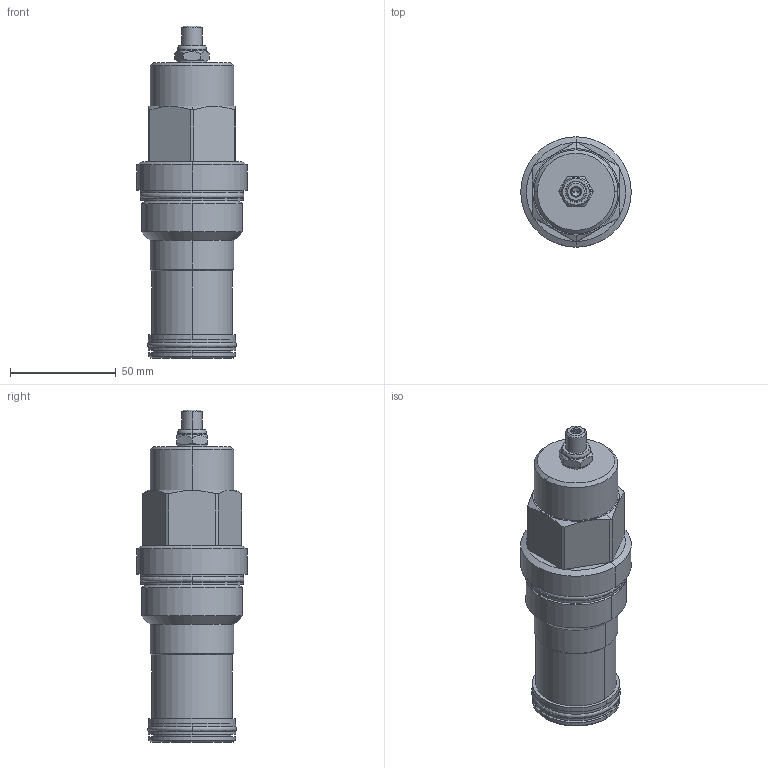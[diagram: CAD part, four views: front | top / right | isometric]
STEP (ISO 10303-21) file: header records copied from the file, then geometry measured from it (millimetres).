
FILE_DESCRIPTION((''),'2;1');
FILE_NAME('NFFC-LGN_PRT','2015-10-16T',('Administrator'),(''),'PRO/ENGINEER BY PARAMETRIC TECHNOLOGY CORPORATION, 2006240','PRO/ENGINEER BY PARAMETRIC TECHNOLOGY CORPORATION, 2006240','');
FILE_SCHEMA(('CONFIG_CONTROL_DESIGN'));
Length unit declared in the file: inch
Products named in the file (1): NFFC-LGN_PRT
Bounding box: 52.3 x 52.3 x 157.15 mm (x, y, z)
Volume: 202400.9 mm3; surface area: 28544.1 mm2
Topology: 3 solids, 5 shells, 169 faces, 380 edges, 229 vertices
Faces by surface type: cylinder 56, plane 55, cone 32, torus 18, revolution 8
Entity records: 5616 total; most frequent: CARTESIAN_POINT 1740, DIRECTION 858, ORIENTED_EDGE 756, EDGE_CURVE 378, AXIS2_PLACEMENT_3D 357, VERTEX_POINT 229, CIRCLE 196, EDGE_LOOP 187
